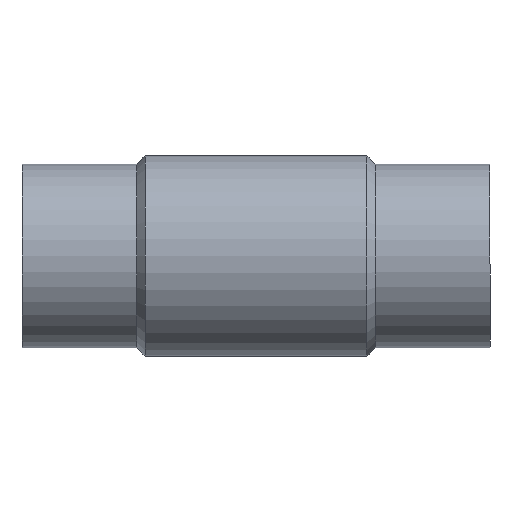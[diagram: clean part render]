
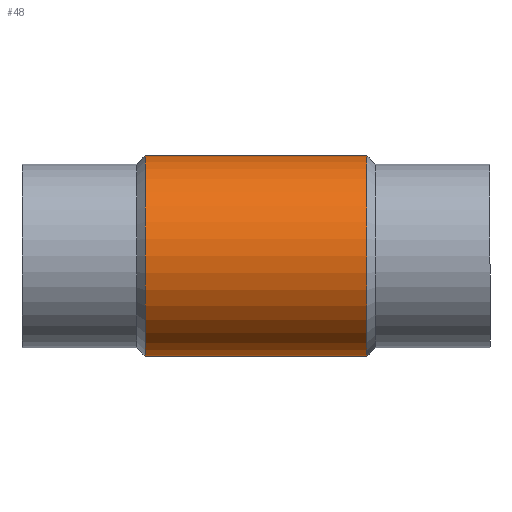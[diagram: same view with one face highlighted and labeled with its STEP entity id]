
A CAD part, front view. The second image highlights one B-rep face of the part: STEP entity #48.
In plain terms, the highlighted cylindrical face has radius 87.3 mm (diameter 174.6 mm), a full revolution.
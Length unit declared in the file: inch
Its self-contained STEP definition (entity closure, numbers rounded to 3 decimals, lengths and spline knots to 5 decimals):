
#9 = CARTESIAN_POINT ( 'NONE',  ( -14.90551, 6.87402, -3.43701 ) ) ;
#11 = DIRECTION ( 'NONE',  ( -1., 0., 0. ) ) ;
#22 = CARTESIAN_POINT ( 'NONE',  ( -8.0315, 0., -3.43701 ) ) ;
#35 = EDGE_CURVE ( 'NONE', #312, #312, #127, .T. ) ;
#38 = ORIENTED_EDGE ( 'NONE', *, *, #228, .T. ) ;
#39 = CARTESIAN_POINT ( 'NONE',  ( -4.22441, 3.43701, 0. ) ) ;
#40 = CARTESIAN_POINT ( 'NONE',  ( -4.22441, 0., 0. ) ) ;
#46 = FACE_OUTER_BOUND ( 'NONE', #140, .T. ) ;
#48 = ADVANCED_FACE ( 'NONE', ( #260, #366, #46 ), #205, .T. ) ;
#56 = CARTESIAN_POINT ( 'NONE',  ( -8.0315, 0., 3.43701 ) ) ;
#65 = VERTEX_POINT ( 'NONE', #279 ) ;
#66 = DIRECTION ( 'NONE',  ( 1., 0., 0. ) ) ;
#73 = EDGE_CURVE ( 'NONE', #384, #384, #195, .T. ) ;
#127 = CIRCLE ( 'NONE', #166, 3.43701 ) ;
#140 = EDGE_LOOP ( 'NONE', ( #269 ) ) ;
#141 =( BOUNDED_CURVE ( )  B_SPLINE_CURVE ( 3, ( #22, #209, #142, #56 ),
 .UNSPECIFIED., .F., .F. ) 
 B_SPLINE_CURVE_WITH_KNOTS ( ( 4, 4 ),
 ( 1.5708, 4.71239 ),
 .UNSPECIFIED. ) 
 CURVE ( )  GEOMETRIC_REPRESENTATION_ITEM ( )  RATIONAL_B_SPLINE_CURVE ( ( 1., 0.333, 0.333, 1. ) ) 
 REPRESENTATION_ITEM ( '' )  );
#142 = CARTESIAN_POINT ( 'NONE',  ( -1.15748, 6.87402, 3.43701 ) ) ;
#163 = ORIENTED_EDGE ( 'NONE', *, *, #35, .F. ) ;
#166 = AXIS2_PLACEMENT_3D ( 'NONE', #377, #11, #298 ) ;
#171 =( BOUNDED_CURVE ( )  B_SPLINE_CURVE ( 3, ( #335, #363, #9, #331 ),
 .UNSPECIFIED., .F., .F. ) 
 B_SPLINE_CURVE_WITH_KNOTS ( ( 4, 4 ),
 ( 1.5708, 4.71239 ),
 .UNSPECIFIED. ) 
 CURVE ( )  GEOMETRIC_REPRESENTATION_ITEM ( )  RATIONAL_B_SPLINE_CURVE ( ( 1., 0.333, 0.333, 1. ) ) 
 REPRESENTATION_ITEM ( '' )  );
#183 = VERTEX_POINT ( 'NONE', #306 ) ;
#195 = CIRCLE ( 'NONE', #288, 3.43701 ) ;
#204 = CARTESIAN_POINT ( 'NONE',  ( -8.0315, 0., 0. ) ) ;
#205 = CYLINDRICAL_SURFACE ( 'NONE', #336, 3.43701 ) ;
#209 = CARTESIAN_POINT ( 'NONE',  ( -1.15748, 6.87402, -3.43701 ) ) ;
#224 = EDGE_LOOP ( 'NONE', ( #163 ) ) ;
#228 = EDGE_CURVE ( 'NONE', #183, #65, #141, .T. ) ;
#257 = ORIENTED_EDGE ( 'NONE', *, *, #362, .T. ) ;
#260 = FACE_BOUND ( 'NONE', #282, .T. ) ;
#269 = ORIENTED_EDGE ( 'NONE', *, *, #73, .F. ) ;
#279 = CARTESIAN_POINT ( 'NONE',  ( -8.0315, 0., 3.43701 ) ) ;
#282 = EDGE_LOOP ( 'NONE', ( #257, #38 ) ) ;
#288 = AXIS2_PLACEMENT_3D ( 'NONE', #40, #66, #300 ) ;
#298 = DIRECTION ( 'NONE',  ( 0., 1., 0. ) ) ;
#300 = DIRECTION ( 'NONE',  ( 0., 1., 0. ) ) ;
#306 = CARTESIAN_POINT ( 'NONE',  ( -8.0315, 0., -3.43701 ) ) ;
#310 = DIRECTION ( 'NONE',  ( 1., 0., 0. ) ) ;
#312 = VERTEX_POINT ( 'NONE', #374 ) ;
#331 = CARTESIAN_POINT ( 'NONE',  ( -8.0315, 0., -3.43701 ) ) ;
#335 = CARTESIAN_POINT ( 'NONE',  ( -8.0315, 0., 3.43701 ) ) ;
#336 = AXIS2_PLACEMENT_3D ( 'NONE', #204, #310, #344 ) ;
#344 = DIRECTION ( 'NONE',  ( 0., 0., -1. ) ) ;
#362 = EDGE_CURVE ( 'NONE', #65, #183, #171, .T. ) ;
#363 = CARTESIAN_POINT ( 'NONE',  ( -14.90551, 6.87402, 3.43701 ) ) ;
#366 = FACE_OUTER_BOUND ( 'NONE', #224, .T. ) ;
#374 = CARTESIAN_POINT ( 'NONE',  ( -11.83858, 3.43701, 0. ) ) ;
#377 = CARTESIAN_POINT ( 'NONE',  ( -11.83858, 0., 0. ) ) ;
#384 = VERTEX_POINT ( 'NONE', #39 ) ;
